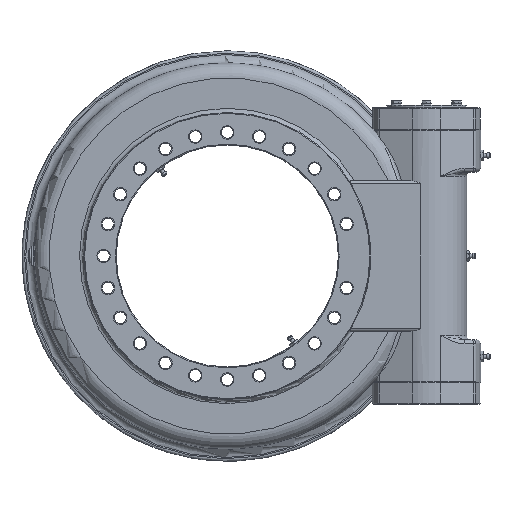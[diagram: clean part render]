
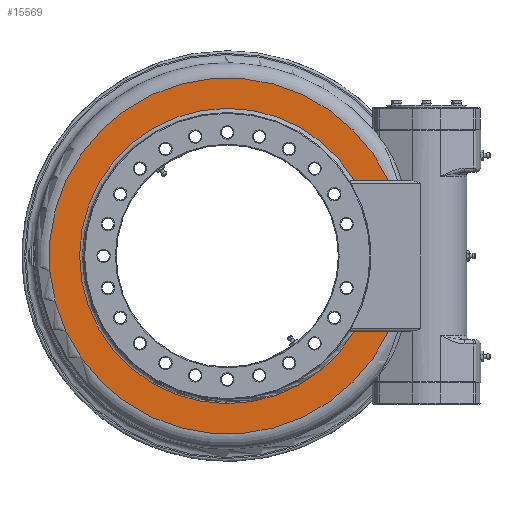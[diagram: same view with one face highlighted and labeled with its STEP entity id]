
A CAD part, left-side view. The second image highlights one B-rep face of the part: STEP entity #15569.
In plain terms, the highlighted planar face has unit normal (-1, 0, 0).
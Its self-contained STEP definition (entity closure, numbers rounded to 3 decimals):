
#441 = DIRECTION ( 'NONE',  ( -1., 0., 0. ) ) ;
#920 = EDGE_CURVE ( 'NONE', #30253, #16711, #19499, .T. ) ;
#1908 = CIRCLE ( 'NONE', #26158, 176.25 ) ;
#1950 = CARTESIAN_POINT ( 'NONE',  ( -43.5, -151.539, 90. ) ) ;
#2465 = DIRECTION ( 'NONE',  ( 0., 0., -1. ) ) ;
#2867 = DIRECTION ( 'NONE',  ( 0., -1., 0. ) ) ;
#2909 = DIRECTION ( 'NONE',  ( 0., -1., 0. ) ) ;
#3111 = ORIENTED_EDGE ( 'NONE', *, *, #16777, .F. ) ;
#3966 = EDGE_CURVE ( 'NONE', #25264, #30253, #11601, .T. ) ;
#3974 = VECTOR ( 'NONE', #2867, 1000. ) ;
#7866 = CARTESIAN_POINT ( 'NONE',  ( -43.5, 176.25, -90. ) ) ;
#7996 = DIRECTION ( 'NONE',  ( -1., 0., 0. ) ) ;
#11601 = LINE ( 'NONE', #16594, #3974 ) ;
#13939 = EDGE_CURVE ( 'NONE', #25264, #15738, #1908, .T. ) ;
#15569 = ADVANCED_FACE ( 'NONE', ( #32644 ), #32918, .F. ) ;
#15738 = VERTEX_POINT ( 'NONE', #24216 ) ;
#15893 = CARTESIAN_POINT ( 'NONE',  ( -43.5, 0., 0. ) ) ;
#16594 = CARTESIAN_POINT ( 'NONE',  ( -43.5, 176.25, 90. ) ) ;
#16711 = VERTEX_POINT ( 'NONE', #23113 ) ;
#16777 = EDGE_CURVE ( 'NONE', #15738, #16711, #23255, .T. ) ;
#17711 = CARTESIAN_POINT ( 'NONE',  ( -43.5, -192.5, 90. ) ) ;
#17849 = DIRECTION ( 'NONE',  ( 1., 0., 0. ) ) ;
#18397 = DIRECTION ( 'NONE',  ( 0., 0., 1. ) ) ;
#18710 = AXIS2_PLACEMENT_3D ( 'NONE', #33264, #17849, #2465 ) ;
#19499 = CIRCLE ( 'NONE', #28585, 212.5 ) ;
#23113 = CARTESIAN_POINT ( 'NONE',  ( -43.5, -192.5, -90. ) ) ;
#23255 = LINE ( 'NONE', #7866, #29289 ) ;
#24216 = CARTESIAN_POINT ( 'NONE',  ( -43.5, -151.539, -90. ) ) ;
#25264 = VERTEX_POINT ( 'NONE', #1950 ) ;
#26158 = AXIS2_PLACEMENT_3D ( 'NONE', #15893, #441, #18397 ) ;
#26493 = ORIENTED_EDGE ( 'NONE', *, *, #13939, .F. ) ;
#26986 = ORIENTED_EDGE ( 'NONE', *, *, #3966, .T. ) ;
#28585 = AXIS2_PLACEMENT_3D ( 'NONE', #29092, #7996, #33171 ) ;
#29092 = CARTESIAN_POINT ( 'NONE',  ( -43.5, 0., 0. ) ) ;
#29289 = VECTOR ( 'NONE', #2909, 1000. ) ;
#29648 = EDGE_LOOP ( 'NONE', ( #26493, #26986, #31420, #3111 ) ) ;
#30253 = VERTEX_POINT ( 'NONE', #17711 ) ;
#31420 = ORIENTED_EDGE ( 'NONE', *, *, #920, .T. ) ;
#32644 = FACE_OUTER_BOUND ( 'NONE', #29648, .T. ) ;
#32918 = PLANE ( 'NONE',  #18710 ) ;
#33171 = DIRECTION ( 'NONE',  ( 0., 0., 1. ) ) ;
#33264 = CARTESIAN_POINT ( 'NONE',  ( -43.5, 176.25, 0. ) ) ;
